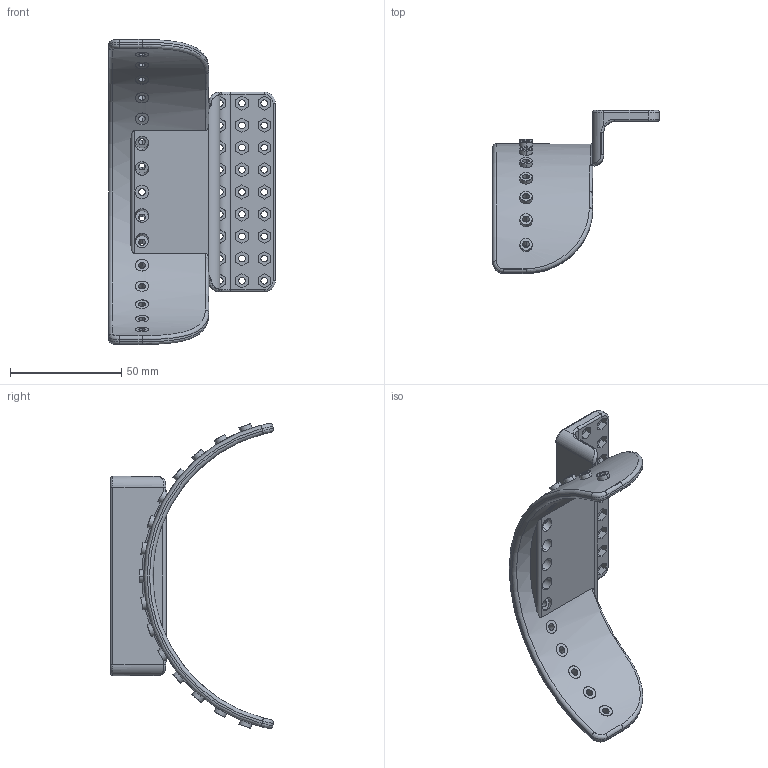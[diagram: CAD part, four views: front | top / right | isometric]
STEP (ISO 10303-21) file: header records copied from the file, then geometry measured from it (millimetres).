
FILE_DESCRIPTION (( 'STEP AP214' ), '1' );
FILE_NAME ('賑遠蛌諉R70.', '2024-11-26T10:45:03', ( '' ), ( '' ), 'SwSTEP 2.0', 'SolidWorks 2024', '' );
FILE_SCHEMA (( 'AUTOMOTIVE_DESIGN' ));
Length unit declared in the file: millimetre
Products named in the file (1): 滑环转接R70
Bounding box: 75 x 73.3 x 137.36 mm (x, y, z)
Volume: 57647.8 mm3; surface area: 30564.5 mm2
Topology: 1 solids, 1 shells, 456 faces, 1138 edges, 732 vertices
Faces by surface type: plane 242, cylinder 185, torus 15, bspline 14
Entity records: 16690 total; most frequent: CARTESIAN_POINT 5657, ORIENTED_EDGE 2276, DIRECTION 2217, EDGE_CURVE 1138, AXIS2_PLACEMENT_3D 760, VERTEX_POINT 732, LINE 697, VECTOR 697
